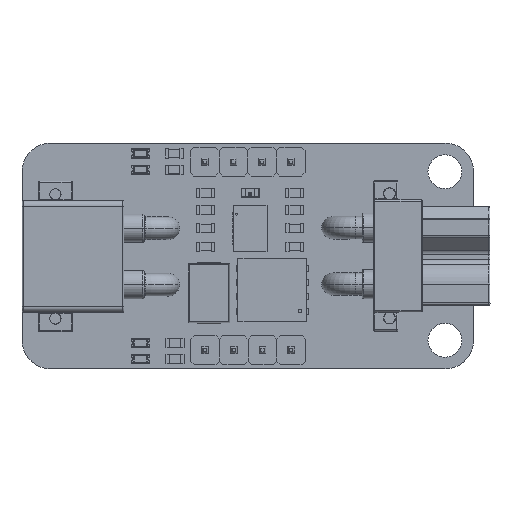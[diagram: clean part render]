
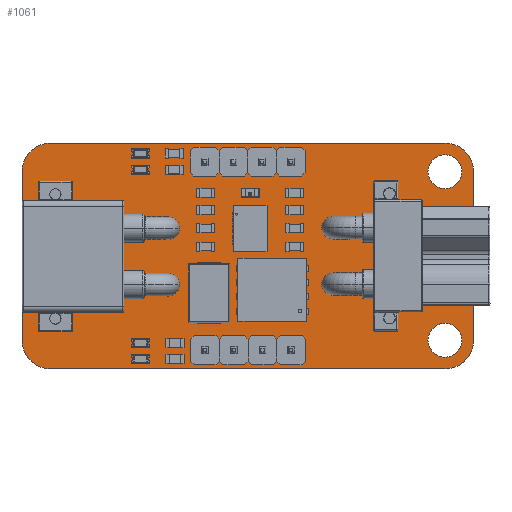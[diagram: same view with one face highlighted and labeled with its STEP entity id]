
A CAD part, top view. The second image highlights one B-rep face of the part: STEP entity #1061.
In plain terms, the highlighted planar face has unit normal (0, 0, 1).
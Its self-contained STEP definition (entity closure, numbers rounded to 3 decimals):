
#148 = VERTEX_POINT('',#149);
#149 = CARTESIAN_POINT('',(25.4,27.94,1.691));
#155 = EDGE_CURVE('',#148,#156,#158,.T.);
#156 = VERTEX_POINT('',#157);
#157 = CARTESIAN_POINT('',(25.4,42.86,1.691));
#158 = LINE('',#159,#160);
#159 = CARTESIAN_POINT('',(25.4,27.94,1.691));
#160 = VECTOR('',#161,1.);
#161 = DIRECTION('',(0.,1.,0.));
#186 = EDGE_CURVE('',#156,#187,#189,.T.);
#187 = VERTEX_POINT('',#188);
#188 = CARTESIAN_POINT('',(27.94,45.4,1.691));
#189 = CIRCLE('',#190,2.54);
#190 = AXIS2_PLACEMENT_3D('',#191,#192,#193);
#191 = CARTESIAN_POINT('',(27.94,42.86,1.691));
#192 = DIRECTION('',(0.,0.,-1.));
#193 = DIRECTION('',(-1.,0.,0.));
#219 = EDGE_CURVE('',#187,#220,#222,.T.);
#220 = VERTEX_POINT('',#221);
#221 = CARTESIAN_POINT('',(62.86,45.4,1.691));
#222 = LINE('',#223,#224);
#223 = CARTESIAN_POINT('',(27.94,45.4,1.691));
#224 = VECTOR('',#225,1.);
#225 = DIRECTION('',(1.,0.,0.));
#250 = EDGE_CURVE('',#220,#251,#253,.T.);
#251 = VERTEX_POINT('',#252);
#252 = CARTESIAN_POINT('',(65.4,42.86,1.691));
#253 = CIRCLE('',#254,2.54);
#254 = AXIS2_PLACEMENT_3D('',#255,#256,#257);
#255 = CARTESIAN_POINT('',(62.86,42.86,1.691));
#256 = DIRECTION('',(0.,0.,-1.));
#257 = DIRECTION('',(0.,1.,0.));
#283 = EDGE_CURVE('',#251,#284,#286,.T.);
#284 = VERTEX_POINT('',#285);
#285 = CARTESIAN_POINT('',(65.4,27.94,1.691));
#286 = LINE('',#287,#288);
#287 = CARTESIAN_POINT('',(65.4,42.86,1.691));
#288 = VECTOR('',#289,1.);
#289 = DIRECTION('',(0.,-1.,0.));
#314 = EDGE_CURVE('',#284,#315,#317,.T.);
#315 = VERTEX_POINT('',#316);
#316 = CARTESIAN_POINT('',(62.86,25.4,1.691));
#317 = CIRCLE('',#318,2.54);
#318 = AXIS2_PLACEMENT_3D('',#319,#320,#321);
#319 = CARTESIAN_POINT('',(62.86,27.94,1.691));
#320 = DIRECTION('',(0.,0.,-1.));
#321 = DIRECTION('',(1.,0.,0.));
#347 = EDGE_CURVE('',#315,#348,#350,.T.);
#348 = VERTEX_POINT('',#349);
#349 = CARTESIAN_POINT('',(27.94,25.4,1.691));
#350 = LINE('',#351,#352);
#351 = CARTESIAN_POINT('',(62.86,25.4,1.691));
#352 = VECTOR('',#353,1.);
#353 = DIRECTION('',(-1.,0.,0.));
#378 = EDGE_CURVE('',#348,#148,#379,.T.);
#379 = CIRCLE('',#380,2.54);
#380 = AXIS2_PLACEMENT_3D('',#381,#382,#383);
#381 = CARTESIAN_POINT('',(27.94,27.94,1.691));
#382 = DIRECTION('',(0.,0.,-1.));
#383 = DIRECTION('',(0.,-1.,0.));
#404 = VERTEX_POINT('',#405);
#405 = CARTESIAN_POINT('',(28.899,29.9,1.691));
#411 = EDGE_CURVE('',#404,#404,#412,.T.);
#412 = CIRCLE('',#413,0.5);
#413 = AXIS2_PLACEMENT_3D('',#414,#415,#416);
#414 = CARTESIAN_POINT('',(28.399,29.9,1.691));
#415 = DIRECTION('',(0.,0.,1.));
#416 = DIRECTION('',(1.,0.,0.));
#437 = VERTEX_POINT('',#438);
#438 = CARTESIAN_POINT('',(39.299,32.9,1.691));
#444 = EDGE_CURVE('',#437,#437,#445,.T.);
#445 = CIRCLE('',#446,0.9);
#446 = AXIS2_PLACEMENT_3D('',#447,#448,#449);
#447 = CARTESIAN_POINT('',(38.399,32.9,1.691));
#448 = DIRECTION('',(0.,0.,1.));
#449 = DIRECTION('',(1.,0.,0.));
#470 = VERTEX_POINT('',#471);
#471 = CARTESIAN_POINT('',(44.656,27.051,1.691));
#477 = EDGE_CURVE('',#470,#470,#478,.T.);
#478 = CIRCLE('',#479,0.5);
#479 = AXIS2_PLACEMENT_3D('',#480,#481,#482);
#480 = CARTESIAN_POINT('',(44.156,27.051,1.691));
#481 = DIRECTION('',(0.,0.,1.));
#482 = DIRECTION('',(1.,0.,0.));
#503 = VERTEX_POINT('',#504);
#504 = CARTESIAN_POINT('',(42.116,27.051,1.691));
#510 = EDGE_CURVE('',#503,#503,#511,.T.);
#511 = CIRCLE('',#512,0.5);
#512 = AXIS2_PLACEMENT_3D('',#513,#514,#515);
#513 = CARTESIAN_POINT('',(41.616,27.051,1.691));
#514 = DIRECTION('',(0.,0.,1.));
#515 = DIRECTION('',(1.,0.,0.));
#536 = VERTEX_POINT('',#537);
#537 = CARTESIAN_POINT('',(39.299,37.9,1.691));
#543 = EDGE_CURVE('',#536,#536,#544,.T.);
#544 = CIRCLE('',#545,0.9);
#545 = AXIS2_PLACEMENT_3D('',#546,#547,#548);
#546 = CARTESIAN_POINT('',(38.399,37.9,1.691));
#547 = DIRECTION('',(0.,0.,1.));
#548 = DIRECTION('',(1.,0.,0.));
#569 = VERTEX_POINT('',#570);
#570 = CARTESIAN_POINT('',(28.899,40.9,1.691));
#576 = EDGE_CURVE('',#569,#569,#577,.T.);
#577 = CIRCLE('',#578,0.5);
#578 = AXIS2_PLACEMENT_3D('',#579,#580,#581);
#579 = CARTESIAN_POINT('',(28.399,40.9,1.691));
#580 = DIRECTION('',(0.,0.,1.));
#581 = DIRECTION('',(1.,0.,0.));
#602 = VERTEX_POINT('',#603);
#603 = CARTESIAN_POINT('',(47.164,43.749,1.691));
#609 = EDGE_CURVE('',#602,#602,#610,.T.);
#610 = CIRCLE('',#611,0.5);
#611 = AXIS2_PLACEMENT_3D('',#612,#613,#614);
#612 = CARTESIAN_POINT('',(46.664,43.749,1.691));
#613 = DIRECTION('',(0.,0.,1.));
#614 = DIRECTION('',(1.,0.,0.));
#635 = VERTEX_POINT('',#636);
#636 = CARTESIAN_POINT('',(42.084,43.749,1.691));
#642 = EDGE_CURVE('',#635,#635,#643,.T.);
#643 = CIRCLE('',#644,0.5);
#644 = AXIS2_PLACEMENT_3D('',#645,#646,#647);
#645 = CARTESIAN_POINT('',(41.584,43.749,1.691));
#646 = DIRECTION('',(0.,0.,1.));
#647 = DIRECTION('',(1.,0.,0.));
#668 = VERTEX_POINT('',#669);
#669 = CARTESIAN_POINT('',(44.624,43.749,1.691));
#675 = EDGE_CURVE('',#668,#668,#676,.T.);
#676 = CIRCLE('',#677,0.5);
#677 = AXIS2_PLACEMENT_3D('',#678,#679,#680);
#678 = CARTESIAN_POINT('',(44.124,43.749,1.691));
#679 = DIRECTION('',(0.,0.,1.));
#680 = DIRECTION('',(1.,0.,0.));
#701 = VERTEX_POINT('',#702);
#702 = CARTESIAN_POINT('',(49.736,27.051,1.691));
#708 = EDGE_CURVE('',#701,#701,#709,.T.);
#709 = CIRCLE('',#710,0.5);
#710 = AXIS2_PLACEMENT_3D('',#711,#712,#713);
#711 = CARTESIAN_POINT('',(49.236,27.051,1.691));
#712 = DIRECTION('',(0.,0.,1.));
#713 = DIRECTION('',(1.,0.,0.));
#734 = VERTEX_POINT('',#735);
#735 = CARTESIAN_POINT('',(47.196,27.051,1.691));
#741 = EDGE_CURVE('',#734,#734,#742,.T.);
#742 = CIRCLE('',#743,0.5);
#743 = AXIS2_PLACEMENT_3D('',#744,#745,#746);
#744 = CARTESIAN_POINT('',(46.696,27.051,1.691));
#745 = DIRECTION('',(0.,0.,1.));
#746 = DIRECTION('',(1.,0.,0.));
#767 = VERTEX_POINT('',#768);
#768 = CARTESIAN_POINT('',(64.36,27.94,1.691));
#774 = EDGE_CURVE('',#767,#767,#775,.T.);
#775 = CIRCLE('',#776,1.5);
#776 = AXIS2_PLACEMENT_3D('',#777,#778,#779);
#777 = CARTESIAN_POINT('',(62.86,27.94,1.691));
#778 = DIRECTION('',(0.,0.,1.));
#779 = DIRECTION('',(1.,0.,0.));
#800 = VERTEX_POINT('',#801);
#801 = CARTESIAN_POINT('',(58.4,29.9,1.691));
#807 = EDGE_CURVE('',#800,#800,#808,.T.);
#808 = CIRCLE('',#809,0.5);
#809 = AXIS2_PLACEMENT_3D('',#810,#811,#812);
#810 = CARTESIAN_POINT('',(57.9,29.9,1.691));
#811 = DIRECTION('',(0.,0.,1.));
#812 = DIRECTION('',(1.,0.,0.));
#833 = VERTEX_POINT('',#834);
#834 = CARTESIAN_POINT('',(53.8,37.9,1.691));
#840 = EDGE_CURVE('',#833,#833,#841,.T.);
#841 = CIRCLE('',#842,0.9);
#842 = AXIS2_PLACEMENT_3D('',#843,#844,#845);
#843 = CARTESIAN_POINT('',(52.9,37.9,1.691));
#844 = DIRECTION('',(0.,0.,1.));
#845 = DIRECTION('',(1.,0.,0.));
#866 = VERTEX_POINT('',#867);
#867 = CARTESIAN_POINT('',(49.704,43.749,1.691));
#873 = EDGE_CURVE('',#866,#866,#874,.T.);
#874 = CIRCLE('',#875,0.5);
#875 = AXIS2_PLACEMENT_3D('',#876,#877,#878);
#876 = CARTESIAN_POINT('',(49.204,43.749,1.691));
#877 = DIRECTION('',(0.,0.,1.));
#878 = DIRECTION('',(1.,0.,0.));
#899 = VERTEX_POINT('',#900);
#900 = CARTESIAN_POINT('',(53.8,32.9,1.691));
#906 = EDGE_CURVE('',#899,#899,#907,.T.);
#907 = CIRCLE('',#908,0.9);
#908 = AXIS2_PLACEMENT_3D('',#909,#910,#911);
#909 = CARTESIAN_POINT('',(52.9,32.9,1.691));
#910 = DIRECTION('',(0.,0.,1.));
#911 = DIRECTION('',(1.,0.,0.));
#932 = VERTEX_POINT('',#933);
#933 = CARTESIAN_POINT('',(58.4,40.9,1.691));
#939 = EDGE_CURVE('',#932,#932,#940,.T.);
#940 = CIRCLE('',#941,0.5);
#941 = AXIS2_PLACEMENT_3D('',#942,#943,#944);
#942 = CARTESIAN_POINT('',(57.9,40.9,1.691));
#943 = DIRECTION('',(0.,0.,1.));
#944 = DIRECTION('',(1.,0.,0.));
#965 = VERTEX_POINT('',#966);
#966 = CARTESIAN_POINT('',(64.36,42.86,1.691));
#972 = EDGE_CURVE('',#965,#965,#973,.T.);
#973 = CIRCLE('',#974,1.5);
#974 = AXIS2_PLACEMENT_3D('',#975,#976,#977);
#975 = CARTESIAN_POINT('',(62.86,42.86,1.691));
#976 = DIRECTION('',(0.,0.,1.));
#977 = DIRECTION('',(1.,0.,0.));
#1061 = ADVANCED_FACE('',(#1062,#1072,#1075,#1078,#1081,#1084,#1087,
    #1090,#1093,#1096,#1099,#1102,#1105,#1108,#1111,#1114,#1117,#1120,
    #1123),#1126,.T.);
#1062 = FACE_BOUND('',#1063,.F.);
#1063 = EDGE_LOOP('',(#1064,#1065,#1066,#1067,#1068,#1069,#1070,#1071));
#1064 = ORIENTED_EDGE('',*,*,#155,.T.);
#1065 = ORIENTED_EDGE('',*,*,#186,.T.);
#1066 = ORIENTED_EDGE('',*,*,#219,.T.);
#1067 = ORIENTED_EDGE('',*,*,#250,.T.);
#1068 = ORIENTED_EDGE('',*,*,#283,.T.);
#1069 = ORIENTED_EDGE('',*,*,#314,.T.);
#1070 = ORIENTED_EDGE('',*,*,#347,.T.);
#1071 = ORIENTED_EDGE('',*,*,#378,.T.);
#1072 = FACE_BOUND('',#1073,.T.);
#1073 = EDGE_LOOP('',(#1074));
#1074 = ORIENTED_EDGE('',*,*,#411,.F.);
#1075 = FACE_BOUND('',#1076,.T.);
#1076 = EDGE_LOOP('',(#1077));
#1077 = ORIENTED_EDGE('',*,*,#444,.F.);
#1078 = FACE_BOUND('',#1079,.T.);
#1079 = EDGE_LOOP('',(#1080));
#1080 = ORIENTED_EDGE('',*,*,#477,.F.);
#1081 = FACE_BOUND('',#1082,.T.);
#1082 = EDGE_LOOP('',(#1083));
#1083 = ORIENTED_EDGE('',*,*,#510,.F.);
#1084 = FACE_BOUND('',#1085,.T.);
#1085 = EDGE_LOOP('',(#1086));
#1086 = ORIENTED_EDGE('',*,*,#543,.F.);
#1087 = FACE_BOUND('',#1088,.T.);
#1088 = EDGE_LOOP('',(#1089));
#1089 = ORIENTED_EDGE('',*,*,#576,.F.);
#1090 = FACE_BOUND('',#1091,.T.);
#1091 = EDGE_LOOP('',(#1092));
#1092 = ORIENTED_EDGE('',*,*,#609,.F.);
#1093 = FACE_BOUND('',#1094,.T.);
#1094 = EDGE_LOOP('',(#1095));
#1095 = ORIENTED_EDGE('',*,*,#642,.F.);
#1096 = FACE_BOUND('',#1097,.T.);
#1097 = EDGE_LOOP('',(#1098));
#1098 = ORIENTED_EDGE('',*,*,#675,.F.);
#1099 = FACE_BOUND('',#1100,.T.);
#1100 = EDGE_LOOP('',(#1101));
#1101 = ORIENTED_EDGE('',*,*,#708,.F.);
#1102 = FACE_BOUND('',#1103,.T.);
#1103 = EDGE_LOOP('',(#1104));
#1104 = ORIENTED_EDGE('',*,*,#741,.F.);
#1105 = FACE_BOUND('',#1106,.T.);
#1106 = EDGE_LOOP('',(#1107));
#1107 = ORIENTED_EDGE('',*,*,#774,.F.);
#1108 = FACE_BOUND('',#1109,.T.);
#1109 = EDGE_LOOP('',(#1110));
#1110 = ORIENTED_EDGE('',*,*,#807,.F.);
#1111 = FACE_BOUND('',#1112,.T.);
#1112 = EDGE_LOOP('',(#1113));
#1113 = ORIENTED_EDGE('',*,*,#840,.F.);
#1114 = FACE_BOUND('',#1115,.T.);
#1115 = EDGE_LOOP('',(#1116));
#1116 = ORIENTED_EDGE('',*,*,#873,.F.);
#1117 = FACE_BOUND('',#1118,.T.);
#1118 = EDGE_LOOP('',(#1119));
#1119 = ORIENTED_EDGE('',*,*,#906,.F.);
#1120 = FACE_BOUND('',#1121,.T.);
#1121 = EDGE_LOOP('',(#1122));
#1122 = ORIENTED_EDGE('',*,*,#939,.F.);
#1123 = FACE_BOUND('',#1124,.T.);
#1124 = EDGE_LOOP('',(#1125));
#1125 = ORIENTED_EDGE('',*,*,#972,.F.);
#1126 = PLANE('',#1127);
#1127 = AXIS2_PLACEMENT_3D('',#1128,#1129,#1130);
#1128 = CARTESIAN_POINT('',(25.4,27.94,1.691));
#1129 = DIRECTION('',(0.,0.,1.));
#1130 = DIRECTION('',(1.,0.,0.));
